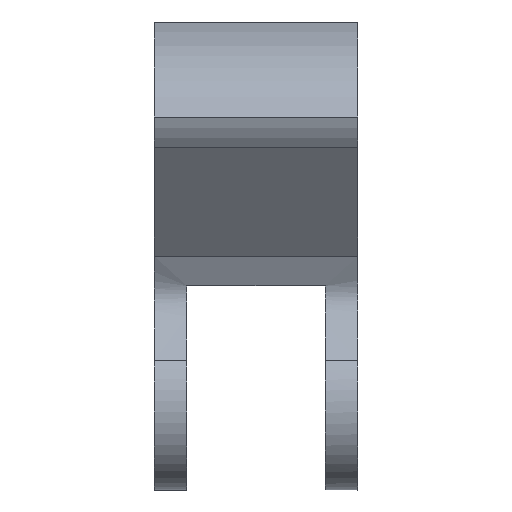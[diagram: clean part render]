
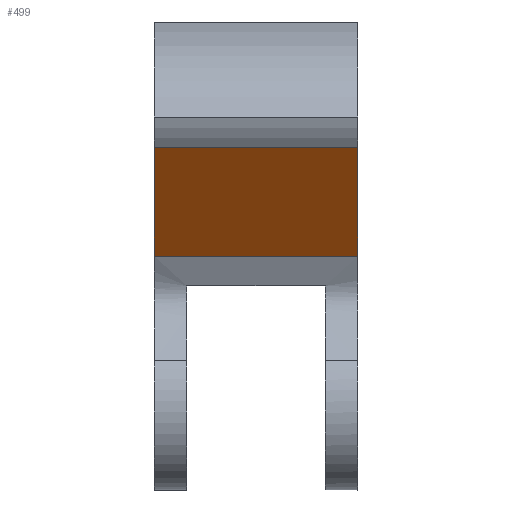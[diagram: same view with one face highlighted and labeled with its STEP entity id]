
A CAD part, left-side view. The second image highlights one B-rep face of the part: STEP entity #499.
In plain terms, the highlighted planar face has unit normal (-0.786, 0, -0.618).
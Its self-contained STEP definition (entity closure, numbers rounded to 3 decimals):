
#50=FACE_OUTER_BOUND('',#77,.T.);
#77=EDGE_LOOP('',(#377,#378,#379,#380));
#119=LINE('',#1130,#165);
#120=LINE('',#1133,#166);
#121=LINE('',#1135,#167);
#122=LINE('',#1136,#168);
#165=VECTOR('',#615,10.);
#166=VECTOR('',#618,10.);
#167=VECTOR('',#619,10.);
#168=VECTOR('',#620,10.);
#231=VERTEX_POINT('',#1126);
#232=VERTEX_POINT('',#1128);
#233=VERTEX_POINT('',#1132);
#234=VERTEX_POINT('',#1134);
#291=EDGE_CURVE('',#231,#232,#119,.T.);
#292=EDGE_CURVE('',#231,#233,#120,.T.);
#293=EDGE_CURVE('',#234,#232,#121,.T.);
#294=EDGE_CURVE('',#233,#234,#122,.T.);
#377=ORIENTED_EDGE('',*,*,#292,.F.);
#378=ORIENTED_EDGE('',*,*,#291,.T.);
#379=ORIENTED_EDGE('',*,*,#293,.F.);
#380=ORIENTED_EDGE('',*,*,#294,.F.);
#478=PLANE('',#543);
#499=ADVANCED_FACE('',(#50),#478,.T.);
#543=AXIS2_PLACEMENT_3D('',#1131,#616,#617);
#615=DIRECTION('',(0.,1.,0.));
#616=DIRECTION('center_axis',(-0.786,0.,-0.618));
#617=DIRECTION('ref_axis',(-0.618,0.,0.786));
#618=DIRECTION('',(0.618,0.,-0.786));
#619=DIRECTION('',(-0.618,0.,0.786));
#620=DIRECTION('',(0.,1.,0.));
#1126=CARTESIAN_POINT('',(-63.189,0.,-2.788));
#1128=CARTESIAN_POINT('',(-63.189,19.7,-2.788));
#1130=CARTESIAN_POINT('',(-63.189,0.,-2.788));
#1131=CARTESIAN_POINT('Origin',(-54.908,0.,-13.331));
#1132=CARTESIAN_POINT('',(-54.908,0.,-13.331));
#1133=CARTESIAN_POINT('',(-63.189,0.,-2.788));
#1134=CARTESIAN_POINT('',(-54.908,19.7,-13.331));
#1135=CARTESIAN_POINT('',(-63.189,19.7,-2.788));
#1136=CARTESIAN_POINT('',(-54.908,0.,-13.331));
